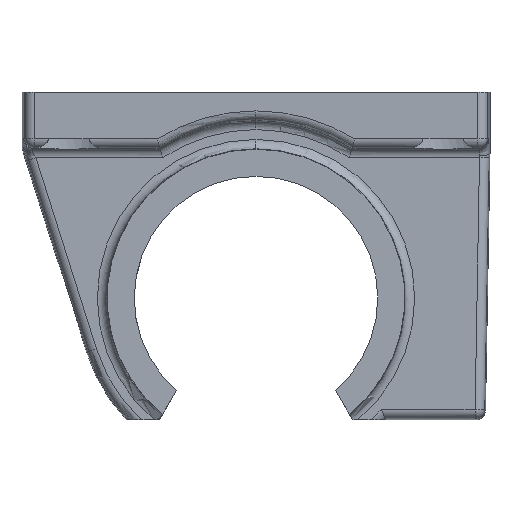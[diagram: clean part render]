
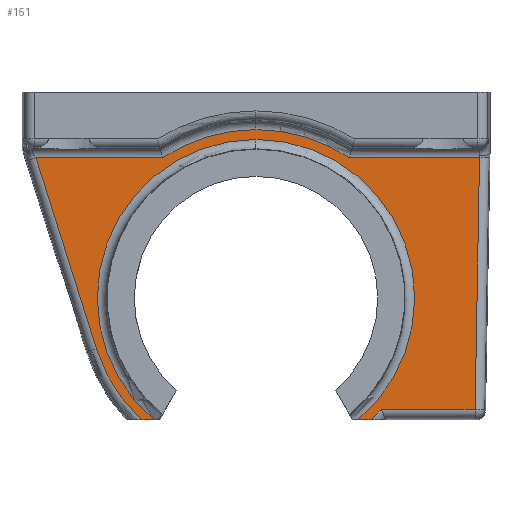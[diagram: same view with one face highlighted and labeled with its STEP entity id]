
A CAD part, front view. The second image highlights one B-rep face of the part: STEP entity #151.
In plain terms, the highlighted planar face has unit normal (0, -1, 0).
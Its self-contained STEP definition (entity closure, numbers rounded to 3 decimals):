
#15 = ORIENTED_EDGE ( 'NONE', *, *, #4544, .F. ) ;
#47 = VERTEX_POINT ( 'NONE', #1494 ) ;
#60 = CIRCLE ( 'NONE', #276, 16.948 ) ;
#122 = DIRECTION ( 'NONE',  ( -1., 0., 0. ) ) ;
#127 = CARTESIAN_POINT ( 'NONE',  ( 0., -7.5, -20.5 ) ) ;
#151 = ADVANCED_FACE ( 'NONE', ( #1940 ), #4100, .F. ) ;
#165 = CARTESIAN_POINT ( 'NONE',  ( -9.95, -7.5, -5.5 ) ) ;
#202 = CIRCLE ( 'NONE', #498, 18. ) ;
#264 = CARTESIAN_POINT ( 'NONE',  ( -17.051, -7.5, -25.902 ) ) ;
#276 = AXIS2_PLACEMENT_3D ( 'NONE', #922, #2626, #1951 ) ;
#294 = LINE ( 'NONE', #1710, #4447 ) ;
#295 = CARTESIAN_POINT ( 'NONE',  ( -12.285, -7.5, -33.5 ) ) ;
#336 = CARTESIAN_POINT ( 'NONE',  ( 0., -7.5, -33.5 ) ) ;
#386 = CARTESIAN_POINT ( 'NONE',  ( 0., -7.5, -3.552 ) ) ;
#498 = AXIS2_PLACEMENT_3D ( 'NONE', #4466, #1280, #1603 ) ;
#587 = LINE ( 'NONE', #2413, #3415 ) ;
#664 = CARTESIAN_POINT ( 'NONE',  ( 23.877, -7.5, -5.055 ) ) ;
#668 = DIRECTION ( 'NONE',  ( 0., 0., 1. ) ) ;
#683 = VERTEX_POINT ( 'NONE', #804 ) ;
#691 = ORIENTED_EDGE ( 'NONE', *, *, #1665, .T. ) ;
#761 = EDGE_CURVE ( 'NONE', #1709, #3350, #2191, .T. ) ;
#773 = CARTESIAN_POINT ( 'NONE',  ( -10.873, -7.5, -33.5 ) ) ;
#804 = CARTESIAN_POINT ( 'NONE',  ( 13.366, -7.5, -32.386 ) ) ;
#808 = AXIS2_PLACEMENT_3D ( 'NONE', #2717, #2364, #668 ) ;
#887 = CARTESIAN_POINT ( 'NONE',  ( 0., -7.5, -20.5 ) ) ;
#892 = AXIS2_PLACEMENT_3D ( 'NONE', #127, #1964, #2281 ) ;
#922 = CARTESIAN_POINT ( 'NONE',  ( 0., -7.5, -20.5 ) ) ;
#963 = LINE ( 'NONE', #664, #3561 ) ;
#1007 = ORIENTED_EDGE ( 'NONE', *, *, #2155, .F. ) ;
#1073 = VERTEX_POINT ( 'NONE', #773 ) ;
#1140 = DIRECTION ( 'NONE',  ( 0., -1., 0. ) ) ;
#1280 = DIRECTION ( 'NONE',  ( 0., -1., 0. ) ) ;
#1335 = VERTEX_POINT ( 'NONE', #3494 ) ;
#1338 = VECTOR ( 'NONE', #122, 1000. ) ;
#1347 = EDGE_CURVE ( 'NONE', #2142, #683, #3398, .T. ) ;
#1477 = ORIENTED_EDGE ( 'NONE', *, *, #4220, .T. ) ;
#1494 = CARTESIAN_POINT ( 'NONE',  ( 23.869, -7.5, -5.5 ) ) ;
#1558 = EDGE_LOOP ( 'NONE', ( #15, #2657, #3510, #3383, #2352, #3662, #691, #2264, #3784, #1477, #1007, #3698, #3278 ) ) ;
#1578 = CARTESIAN_POINT ( 'NONE',  ( 23.399, -7.5, -32.386 ) ) ;
#1603 = DIRECTION ( 'NONE',  ( 0., 0., 1. ) ) ;
#1665 = EDGE_CURVE ( 'NONE', #1335, #1709, #202, .T. ) ;
#1709 = VERTEX_POINT ( 'NONE', #165 ) ;
#1710 = CARTESIAN_POINT ( 'NONE',  ( 10.247, -7.5, -5.5 ) ) ;
#1799 = CARTESIAN_POINT ( 'NONE',  ( 10.873, -7.5, -33.5 ) ) ;
#1855 = AXIS2_PLACEMENT_3D ( 'NONE', #887, #1140, #4349 ) ;
#1860 = CARTESIAN_POINT ( 'NONE',  ( 0., -7.5, -33.5 ) ) ;
#1868 = VERTEX_POINT ( 'NONE', #386 ) ;
#1881 = VERTEX_POINT ( 'NONE', #3654 ) ;
#1918 = CARTESIAN_POINT ( 'NONE',  ( -24.859, -7.5, -5.5 ) ) ;
#1940 = FACE_OUTER_BOUND ( 'NONE', #1558, .T. ) ;
#1951 = DIRECTION ( 'NONE',  ( 0., 0., 1. ) ) ;
#1964 = DIRECTION ( 'NONE',  ( 0., -1., 0. ) ) ;
#2042 = CARTESIAN_POINT ( 'NONE',  ( 12.285, -7.5, -33.5 ) ) ;
#2063 = EDGE_CURVE ( 'NONE', #1868, #2249, #60, .T. ) ;
#2142 = VERTEX_POINT ( 'NONE', #2042 ) ;
#2155 = EDGE_CURVE ( 'NONE', #1073, #2171, #3456, .T. ) ;
#2171 = VERTEX_POINT ( 'NONE', #295 ) ;
#2191 = LINE ( 'NONE', #1918, #3023 ) ;
#2249 = VERTEX_POINT ( 'NONE', #1799 ) ;
#2264 = ORIENTED_EDGE ( 'NONE', *, *, #761, .T. ) ;
#2281 = DIRECTION ( 'NONE',  ( 0., 0., 1. ) ) ;
#2352 = ORIENTED_EDGE ( 'NONE', *, *, #2622, .T. ) ;
#2364 = DIRECTION ( 'NONE',  ( 0., 1., 0. ) ) ;
#2386 = DIRECTION ( 'NONE',  ( -1., 0., 0. ) ) ;
#2413 = CARTESIAN_POINT ( 'NONE',  ( -17.051, -7.5, -25.902 ) ) ;
#2422 = DIRECTION ( 'NONE',  ( 0.017, 0., 1. ) ) ;
#2578 = VERTEX_POINT ( 'NONE', #1578 ) ;
#2622 = EDGE_CURVE ( 'NONE', #47, #1881, #294, .T. ) ;
#2626 = DIRECTION ( 'NONE',  ( 0., 1., 0. ) ) ;
#2655 = LINE ( 'NONE', #1860, #1338 ) ;
#2657 = ORIENTED_EDGE ( 'NONE', *, *, #1347, .T. ) ;
#2705 = EDGE_CURVE ( 'NONE', #1073, #1868, #3926, .T. ) ;
#2717 = CARTESIAN_POINT ( 'NONE',  ( 0., -7.5, -20.5 ) ) ;
#2791 = DIRECTION ( 'NONE',  ( 0., 0., 1. ) ) ;
#3014 = EDGE_CURVE ( 'NONE', #2578, #47, #963, .T. ) ;
#3023 = VECTOR ( 'NONE', #3342, 1000. ) ;
#3032 = DIRECTION ( 'NONE',  ( 0., 1., 0. ) ) ;
#3121 = DIRECTION ( 'NONE',  ( 0.302, 0., -0.953 ) ) ;
#3269 = EDGE_CURVE ( 'NONE', #683, #2578, #4354, .T. ) ;
#3278 = ORIENTED_EDGE ( 'NONE', *, *, #2063, .T. ) ;
#3342 = DIRECTION ( 'NONE',  ( -1., 0., 0. ) ) ;
#3350 = VERTEX_POINT ( 'NONE', #3429 ) ;
#3354 = EDGE_CURVE ( 'NONE', #3350, #3981, #587, .T. ) ;
#3383 = ORIENTED_EDGE ( 'NONE', *, *, #3014, .T. ) ;
#3398 = CIRCLE ( 'NONE', #4064, 17.886 ) ;
#3402 = CARTESIAN_POINT ( 'NONE',  ( 0., -7.5, -20.5 ) ) ;
#3415 = VECTOR ( 'NONE', #3121, 1000. ) ;
#3421 = CIRCLE ( 'NONE', #892, 17.886 ) ;
#3429 = CARTESIAN_POINT ( 'NONE',  ( -23.515, -7.5, -5.5 ) ) ;
#3456 = LINE ( 'NONE', #336, #4592 ) ;
#3482 = DIRECTION ( 'NONE',  ( -1., 0., 0. ) ) ;
#3494 = CARTESIAN_POINT ( 'NONE',  ( 0., -7.5, -2.5 ) ) ;
#3510 = ORIENTED_EDGE ( 'NONE', *, *, #3269, .T. ) ;
#3561 = VECTOR ( 'NONE', #2422, 1000. ) ;
#3638 = VECTOR ( 'NONE', #4050, 1000. ) ;
#3654 = CARTESIAN_POINT ( 'NONE',  ( 9.95, -7.5, -5.5 ) ) ;
#3662 = ORIENTED_EDGE ( 'NONE', *, *, #4575, .T. ) ;
#3698 = ORIENTED_EDGE ( 'NONE', *, *, #2705, .T. ) ;
#3707 = CARTESIAN_POINT ( 'NONE',  ( 24.365, -7.5, -32.386 ) ) ;
#3778 = AXIS2_PLACEMENT_3D ( 'NONE', #3402, #3032, #4075 ) ;
#3784 = ORIENTED_EDGE ( 'NONE', *, *, #3354, .T. ) ;
#3926 = CIRCLE ( 'NONE', #808, 16.948 ) ;
#3981 = VERTEX_POINT ( 'NONE', #264 ) ;
#4050 = DIRECTION ( 'NONE',  ( 1., 0., 0. ) ) ;
#4064 = AXIS2_PLACEMENT_3D ( 'NONE', #4555, #4181, #2791 ) ;
#4075 = DIRECTION ( 'NONE',  ( 0., 0., 1. ) ) ;
#4100 = PLANE ( 'NONE',  #3778 ) ;
#4160 = CIRCLE ( 'NONE', #1855, 18. ) ;
#4181 = DIRECTION ( 'NONE',  ( 0., -1., 0. ) ) ;
#4220 = EDGE_CURVE ( 'NONE', #3981, #2171, #3421, .T. ) ;
#4349 = DIRECTION ( 'NONE',  ( 0., 0., 1. ) ) ;
#4354 = LINE ( 'NONE', #3707, #3638 ) ;
#4447 = VECTOR ( 'NONE', #3482, 1000. ) ;
#4466 = CARTESIAN_POINT ( 'NONE',  ( 0., -7.5, -20.5 ) ) ;
#4544 = EDGE_CURVE ( 'NONE', #2142, #2249, #2655, .T. ) ;
#4555 = CARTESIAN_POINT ( 'NONE',  ( 0., -7.5, -20.5 ) ) ;
#4575 = EDGE_CURVE ( 'NONE', #1881, #1335, #4160, .T. ) ;
#4592 = VECTOR ( 'NONE', #2386, 1000. ) ;
